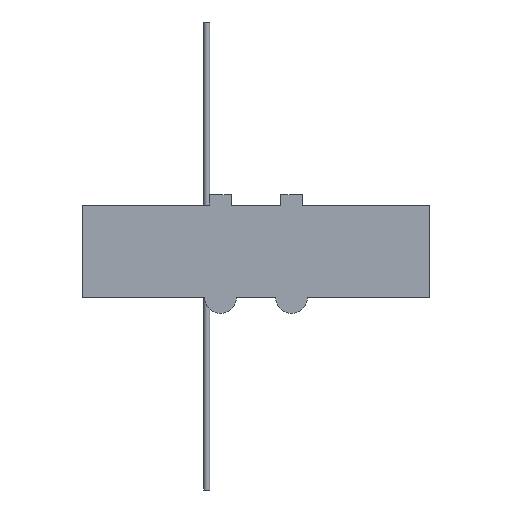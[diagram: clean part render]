
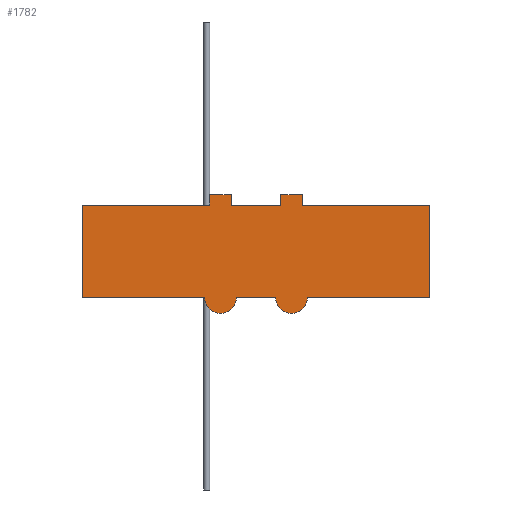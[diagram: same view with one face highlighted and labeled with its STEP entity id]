
A CAD part, front view. The second image highlights one B-rep face of the part: STEP entity #1782.
In plain terms, the highlighted planar face has unit normal (0, -1, 0).
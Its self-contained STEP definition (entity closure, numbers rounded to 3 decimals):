
#107=PLANE('',#1956);
#210=FACE_OUTER_BOUND('',#315,.T.);
#315=EDGE_LOOP('',(#1607,#1608,#1609,#1610,#1611,#1612,#1613,#1614,#1615,
#1616,#1617,#1618,#1619,#1620,#1621,#1622));
#351=LINE('',#2588,#540);
#378=LINE('',#2651,#567);
#394=LINE('',#2699,#583);
#399=LINE('',#2745,#588);
#402=LINE('',#2750,#591);
#411=LINE('',#2769,#600);
#443=LINE('',#2889,#632);
#479=LINE('',#2975,#668);
#494=LINE('',#3017,#683);
#497=LINE('',#3040,#686);
#498=LINE('',#3043,#687);
#501=LINE('',#3050,#690);
#502=LINE('',#3052,#691);
#503=LINE('',#3054,#692);
#540=VECTOR('',#2066,10.);
#567=VECTOR('',#2123,10.);
#583=VECTOR('',#2175,10.);
#588=VECTOR('',#2192,10.);
#591=VECTOR('',#2197,10.);
#600=VECTOR('',#2216,10.);
#632=VECTOR('',#2296,10.);
#668=VECTOR('',#2370,10.);
#683=VECTOR('',#2421,10.);
#686=VECTOR('',#2432,10.);
#687=VECTOR('',#2435,10.);
#690=VECTOR('',#2444,10.);
#691=VECTOR('',#2447,10.);
#692=VECTOR('',#2450,10.);
#720=CIRCLE('',#1882,2.);
#736=CIRCLE('',#1953,2.);
#769=VERTEX_POINT('',#2585);
#770=VERTEX_POINT('',#2587);
#790=VERTEX_POINT('',#2648);
#791=VERTEX_POINT('',#2650);
#805=VERTEX_POINT('',#2698);
#812=VERTEX_POINT('',#2744);
#813=VERTEX_POINT('',#2748);
#814=VERTEX_POINT('',#2752);
#847=VERTEX_POINT('',#2886);
#848=VERTEX_POINT('',#2888);
#878=VERTEX_POINT('',#2972);
#879=VERTEX_POINT('',#2974);
#888=VERTEX_POINT('',#3015);
#890=VERTEX_POINT('',#3038);
#891=VERTEX_POINT('',#3042);
#892=VERTEX_POINT('',#3046);
#941=EDGE_CURVE('',#770,#769,#351,.T.);
#972=EDGE_CURVE('',#791,#790,#378,.T.);
#996=EDGE_CURVE('',#805,#770,#394,.F.);
#1006=EDGE_CURVE('',#812,#791,#399,.T.);
#1009=EDGE_CURVE('',#790,#813,#402,.T.);
#1011=EDGE_CURVE('',#813,#814,#720,.T.);
#1019=EDGE_CURVE('',#769,#812,#411,.F.);
#1062=EDGE_CURVE('',#847,#848,#443,.T.);
#1105=EDGE_CURVE('',#878,#879,#479,.T.);
#1127=EDGE_CURVE('',#888,#847,#494,.F.);
#1132=EDGE_CURVE('',#890,#878,#497,.T.);
#1133=EDGE_CURVE('',#879,#891,#498,.T.);
#1135=EDGE_CURVE('',#891,#892,#736,.T.);
#1137=EDGE_CURVE('',#892,#814,#501,.T.);
#1138=EDGE_CURVE('',#805,#888,#502,.T.);
#1139=EDGE_CURVE('',#848,#890,#503,.F.);
#1607=ORIENTED_EDGE('',*,*,#1138,.F.);
#1608=ORIENTED_EDGE('',*,*,#996,.T.);
#1609=ORIENTED_EDGE('',*,*,#941,.T.);
#1610=ORIENTED_EDGE('',*,*,#1019,.T.);
#1611=ORIENTED_EDGE('',*,*,#1006,.T.);
#1612=ORIENTED_EDGE('',*,*,#972,.T.);
#1613=ORIENTED_EDGE('',*,*,#1009,.T.);
#1614=ORIENTED_EDGE('',*,*,#1011,.T.);
#1615=ORIENTED_EDGE('',*,*,#1137,.F.);
#1616=ORIENTED_EDGE('',*,*,#1135,.F.);
#1617=ORIENTED_EDGE('',*,*,#1133,.F.);
#1618=ORIENTED_EDGE('',*,*,#1105,.F.);
#1619=ORIENTED_EDGE('',*,*,#1132,.F.);
#1620=ORIENTED_EDGE('',*,*,#1139,.F.);
#1621=ORIENTED_EDGE('',*,*,#1062,.F.);
#1622=ORIENTED_EDGE('',*,*,#1127,.F.);
#1782=ADVANCED_FACE('',(#210),#107,.T.);
#1882=AXIS2_PLACEMENT_3D('',#2754,#2201,#2202);
#1953=AXIS2_PLACEMENT_3D('',#3047,#2439,#2440);
#1956=AXIS2_PLACEMENT_3D('',#3053,#2448,#2449);
#2066=DIRECTION('',(-1.,0.,0.));
#2123=DIRECTION('',(0.,0.,-1.));
#2175=DIRECTION('',(0.,0.,-1.));
#2192=DIRECTION('',(-1.,0.,0.));
#2197=DIRECTION('',(1.,0.,0.));
#2201=DIRECTION('center_axis',(0.,-1.,0.));
#2202=DIRECTION('ref_axis',(-1.,0.,0.));
#2216=DIRECTION('',(0.,0.,1.));
#2296=DIRECTION('',(1.,0.,0.));
#2370=DIRECTION('',(0.,0.,-1.));
#2421=DIRECTION('',(0.,0.,-1.));
#2432=DIRECTION('',(1.,0.,0.));
#2435=DIRECTION('',(-1.,0.,0.));
#2439=DIRECTION('center_axis',(0.,1.,0.));
#2440=DIRECTION('ref_axis',(1.,0.,0.));
#2444=DIRECTION('',(-1.,0.,0.));
#2447=DIRECTION('',(1.,0.,0.));
#2448=DIRECTION('center_axis',(0.,-1.,0.));
#2449=DIRECTION('ref_axis',(-1.,0.,0.));
#2450=DIRECTION('',(0.,0.,1.));
#2585=CARTESIAN_POINT('',(-1.35,6.,10.5));
#2587=CARTESIAN_POINT('',(1.35,6.,10.5));
#2588=CARTESIAN_POINT('',(-3.75,6.,10.5));
#2648=CARTESIAN_POINT('',(-17.5,6.,-2.5));
#2650=CARTESIAN_POINT('',(-17.5,6.,9.2));
#2651=CARTESIAN_POINT('',(-17.5,6.,-5.));
#2698=CARTESIAN_POINT('',(1.35,6.,9.2));
#2699=CARTESIAN_POINT('',(1.35,6.,5.));
#2744=CARTESIAN_POINT('',(-1.35,6.,9.2));
#2745=CARTESIAN_POINT('',(-2.213,6.,9.2));
#2748=CARTESIAN_POINT('',(-2.,6.,-2.5));
#2750=CARTESIAN_POINT('',(3.75,6.,-2.5));
#2752=CARTESIAN_POINT('',(2.,6.,-2.5));
#2754=CARTESIAN_POINT('Origin',(0.,6.,-2.5));
#2769=CARTESIAN_POINT('',(-1.35,6.,3.));
#2886=CARTESIAN_POINT('',(7.65,6.,10.5));
#2888=CARTESIAN_POINT('',(10.35,6.,10.5));
#2889=CARTESIAN_POINT('',(12.75,6.,10.5));
#2972=CARTESIAN_POINT('',(26.5,6.,9.2));
#2974=CARTESIAN_POINT('',(26.5,6.,-2.5));
#2975=CARTESIAN_POINT('',(26.5,6.,-5.));
#3015=CARTESIAN_POINT('',(7.65,6.,9.2));
#3017=CARTESIAN_POINT('',(7.65,6.,5.));
#3038=CARTESIAN_POINT('',(10.35,6.,9.2));
#3040=CARTESIAN_POINT('',(11.213,6.,9.2));
#3042=CARTESIAN_POINT('',(11.,6.,-2.5));
#3043=CARTESIAN_POINT('',(5.25,6.,-2.5));
#3046=CARTESIAN_POINT('',(7.,6.,-2.5));
#3047=CARTESIAN_POINT('Origin',(9.,6.,-2.5));
#3050=CARTESIAN_POINT('',(5.25,6.,-2.5));
#3052=CARTESIAN_POINT('',(6.788,6.,9.2));
#3053=CARTESIAN_POINT('Origin',(9.,6.,0.));
#3054=CARTESIAN_POINT('',(10.35,6.,3.));
